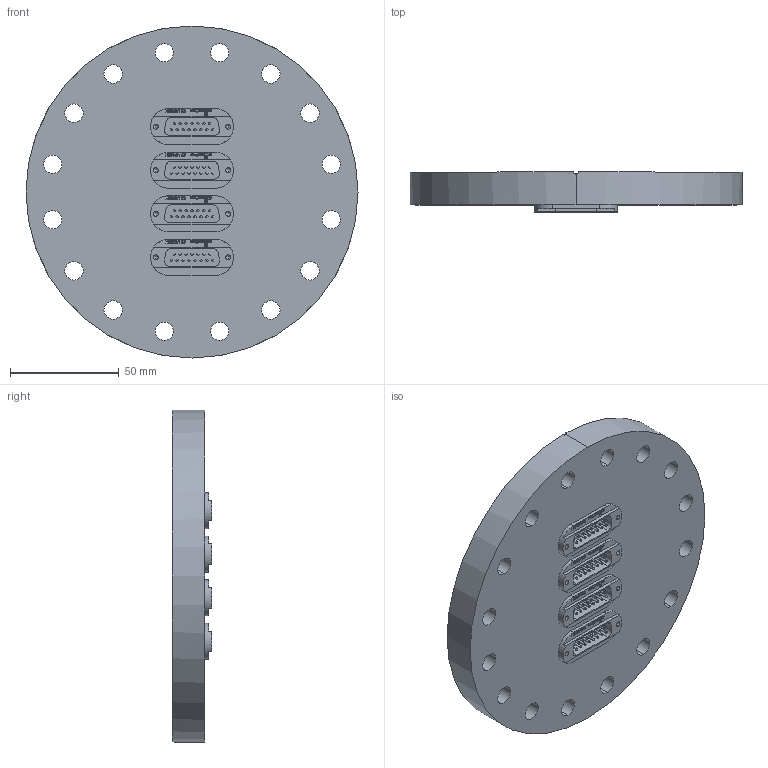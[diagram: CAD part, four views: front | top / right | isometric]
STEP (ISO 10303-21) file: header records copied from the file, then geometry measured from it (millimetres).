
FILE_DESCRIPTION (( 'STEP AP214' ), '1' );
FILE_NAME ('210-D15-C100-4.step', '2025-02-17T20:21:18', ( '' ), ( '' ), 'SwSTEP 2.0', 'SolidWorks 2022', '' );
FILE_SCHEMA (( 'AUTOMOTIVE_DESIGN' ));
Length unit declared in the file: millimetre
Products named in the file (5): 9210-D15-C100-4_CF100; 218-D9-37-SS_218-D15-SS; 9218-D9-37-SS-V22_15pin 1mm beschr. allectra; 210-D15-C100-4; 9210-PIN-FENI_Pin vergoldet
Assembly tree (21 placements, depth 3):
  210-D15-C100-4
    218-D9-37-SS_218-D15-SS  x4
      9218-D9-37-SS-V22_15pin 1mm beschr. allectra
      9210-PIN-FENI_Pin vergoldet
    9210-D15-C100-4_CF100
Bounding box: 152.4 x 18.2 x 152.4 mm (x, y, z)
Volume: 239752.3 mm3; surface area: 68525.7 mm2
Topology: 65 solids, 65 shells, 1402 faces, 3860 edges, 2540 vertices
Faces by surface type: plane 580, cylinder 550, sphere 120, bspline 108, cone 36, torus 8
Entity records: 12883 total; most frequent: CARTESIAN_POINT 3724, ORIENTED_EDGE 1830, DIRECTION 1825, EDGE_CURVE 915, AXIS2_PLACEMENT_3D 633, VERTEX_POINT 606, LINE 559, VECTOR 559
